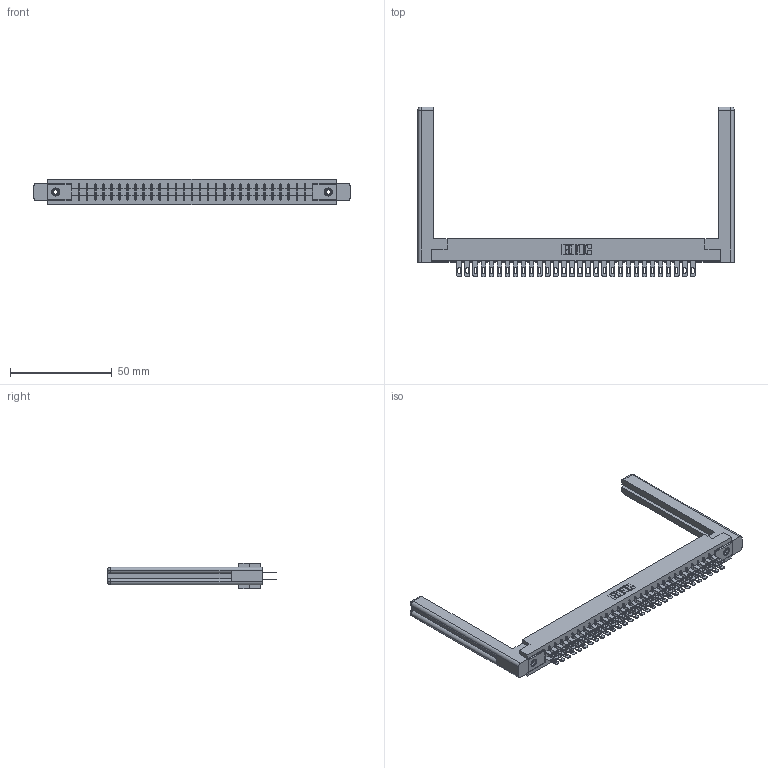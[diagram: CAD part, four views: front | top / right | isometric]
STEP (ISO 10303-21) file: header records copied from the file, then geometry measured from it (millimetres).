
FILE_DESCRIPTION (( 'STEP AP203' ), '1' );
FILE_NAME ('315-060-500-258.STEP', '2019-09-10T19:54:04', ( '' ), ( '' ), 'SwSTEP 2.0', 'SolidWorks 2016', '' );
FILE_SCHEMA (( 'CONFIG_CONTROL_DESIGN' ));
Length unit declared in the file: inch
Products named in the file (5): 305-290-001_500; 307-220-058; 315-060-500-258; 305 Part_.156 Dia; 345-250-001_345-250-001-102
Assembly tree (65 placements, depth 2):
  315-060-500-258
    305 Part_.156 Dia
    305-290-001_500  x60
    345-250-001_345-250-001-102  x2
    307-220-058  x2
Bounding box: 155.5 x 83.49 x 12.7 mm (x, y, z)
Volume: 23496.1 mm3; surface area: 26536.1 mm2
Topology: 65 solids, 65 shells, 3258 faces, 9280 edges, 6012 vertices
Faces by surface type: plane 1832, cylinder 1282, sphere 120, cone 12, torus 12
Entity records: 36598 total; most frequent: CARTESIAN_POINT 6071, ORIENTED_EDGE 5966, DIRECTION 5847, EDGE_CURVE 2983, VECTOR 2387, LINE 2387, VERTEX_POINT 1900, AXIS2_PLACEMENT_3D 1730
